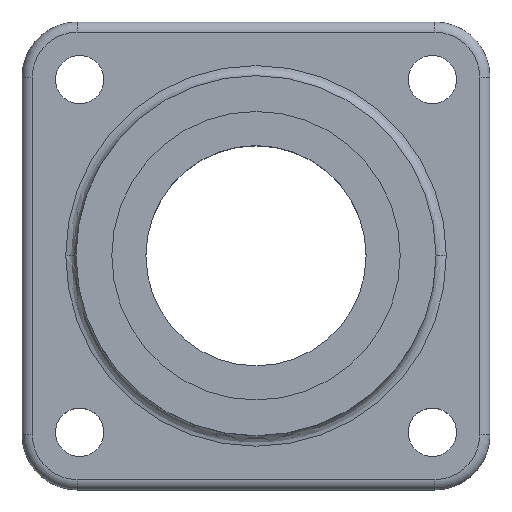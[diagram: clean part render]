
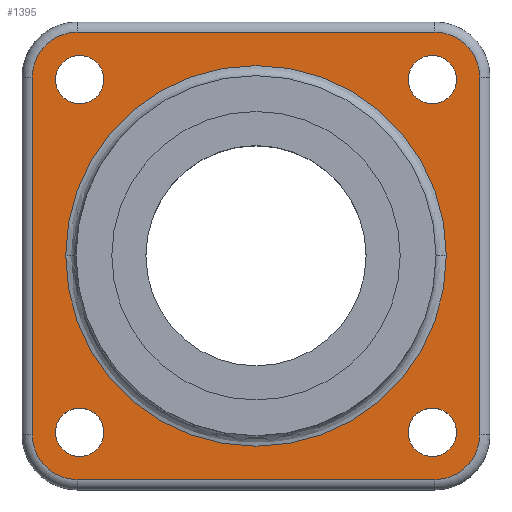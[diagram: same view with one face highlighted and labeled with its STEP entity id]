
A CAD part, top view. The second image highlights one B-rep face of the part: STEP entity #1395.
In plain terms, the highlighted planar face has unit normal (0, 0, 1).
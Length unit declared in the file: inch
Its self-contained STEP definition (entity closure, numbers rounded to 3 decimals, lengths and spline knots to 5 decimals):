
#146=CARTESIAN_POINT('',(6.92892,5.96868,0.0));
#147=VERTEX_POINT('',#146);
#156=CARTESIAN_POINT('',(6.48892,5.96868,0.0));
#157=VERTEX_POINT('',#156);
#158=CARTESIAN_POINT('',(6.70892,5.96868,0.0));
#159=DIRECTION('',(0.0,0.0,-1.0));
#160=DIRECTION('',(1.0,0.0,0.0));
#161=AXIS2_PLACEMENT_3D('',#158,#159,#160);
#162=CIRCLE('',#161,0.22);
#163=EDGE_CURVE('',#157,#147,#162,.T.);
#188=CARTESIAN_POINT('',(3.50572,6.18868,0.0));
#189=VERTEX_POINT('',#188);
#198=CARTESIAN_POINT('',(3.50572,5.74868,0.0));
#199=VERTEX_POINT('',#198);
#200=CARTESIAN_POINT('',(3.50572,5.96868,0.0));
#201=DIRECTION('',(0.0,0.0,-1.0));
#202=DIRECTION('',(0.0,1.0,0.0));
#203=AXIS2_PLACEMENT_3D('',#200,#201,#202);
#204=CIRCLE('',#203,0.22);
#205=EDGE_CURVE('',#199,#189,#204,.T.);
#230=CARTESIAN_POINT('',(3.28572,2.76548,0.0));
#231=VERTEX_POINT('',#230);
#240=CARTESIAN_POINT('',(3.72572,2.76548,0.0));
#241=VERTEX_POINT('',#240);
#242=CARTESIAN_POINT('',(3.50572,2.76548,0.0));
#243=DIRECTION('',(0.0,0.0,-1.0));
#244=DIRECTION('',(-1.0,0.0,0.0));
#245=AXIS2_PLACEMENT_3D('',#242,#243,#244);
#246=CIRCLE('',#245,0.22);
#247=EDGE_CURVE('',#241,#231,#246,.T.);
#272=CARTESIAN_POINT('',(6.70892,2.54548,0.0));
#273=VERTEX_POINT('',#272);
#282=CARTESIAN_POINT('',(6.70892,2.98548,0.0));
#283=VERTEX_POINT('',#282);
#284=CARTESIAN_POINT('',(6.70892,2.76548,0.0));
#285=DIRECTION('',(0.0,0.0,-1.0));
#286=DIRECTION('',(0.0,-1.0,0.0));
#287=AXIS2_PLACEMENT_3D('',#284,#285,#286);
#288=CIRCLE('',#287,0.22);
#289=EDGE_CURVE('',#283,#273,#288,.T.);
#852=CARTESIAN_POINT('',(3.37857,4.36708,0.0));
#853=VERTEX_POINT('',#852);
#870=CARTESIAN_POINT('',(6.83607,4.36708,0.0));
#871=VERTEX_POINT('',#870);
#879=CARTESIAN_POINT('',(5.10732,4.36708,0.0));
#880=DIRECTION('',(0.0,0.0,1.0));
#881=DIRECTION('',(-1.0,0.0,0.0));
#882=AXIS2_PLACEMENT_3D('',#879,#880,#881);
#883=CIRCLE('',#882,1.72875);
#884=EDGE_CURVE('',#871,#853,#883,.T.);
#966=CARTESIAN_POINT('',(3.48232,2.33583,0.0));
#967=VERTEX_POINT('',#966);
#985=CARTESIAN_POINT('',(6.73232,2.33583,0.0));
#986=VERTEX_POINT('',#985);
#994=CARTESIAN_POINT('',(6.73232,2.33583,0.0));
#995=DIRECTION('',(-1.0,0.0,0.0));
#996=VECTOR('',#995,3.25);
#997=LINE('',#994,#996);
#998=EDGE_CURVE('',#986,#967,#997,.T.);
#1008=CARTESIAN_POINT('',(3.07607,2.74208,0.0));
#1009=VERTEX_POINT('',#1008);
#1027=CARTESIAN_POINT('',(3.48232,2.74208,0.0));
#1028=DIRECTION('',(0.0,0.0,-1.));
#1029=DIRECTION('',(-0.707,-0.707,0.0));
#1030=AXIS2_PLACEMENT_3D('',#1027,#1028,#1029);
#1031=CIRCLE('',#1030,0.40625);
#1032=EDGE_CURVE('',#967,#1009,#1031,.T.);
#1044=CARTESIAN_POINT('',(7.13857,2.74208,0.0));
#1045=VERTEX_POINT('',#1044);
#1053=CARTESIAN_POINT('',(6.73232,2.74208,0.0));
#1054=DIRECTION('',(0.0,0.0,-1.));
#1055=DIRECTION('',(0.707,-0.707,0.0));
#1056=AXIS2_PLACEMENT_3D('',#1053,#1054,#1055);
#1057=CIRCLE('',#1056,0.40625);
#1058=EDGE_CURVE('',#1045,#986,#1057,.T.);
#1076=CARTESIAN_POINT('',(3.07607,5.99208,0.0));
#1077=VERTEX_POINT('',#1076);
#1094=CARTESIAN_POINT('',(3.07607,2.74208,0.0));
#1095=DIRECTION('',(0.0,1.0,0.0));
#1096=VECTOR('',#1095,3.25);
#1097=LINE('',#1094,#1096);
#1098=EDGE_CURVE('',#1009,#1077,#1097,.T.);
#1110=CARTESIAN_POINT('',(7.13857,5.99208,0.0));
#1111=VERTEX_POINT('',#1110);
#1119=CARTESIAN_POINT('',(7.13857,5.99208,0.0));
#1120=DIRECTION('',(0.0,-1.0,0.0));
#1121=VECTOR('',#1120,3.25);
#1122=LINE('',#1119,#1121);
#1123=EDGE_CURVE('',#1111,#1045,#1122,.T.);
#1140=CARTESIAN_POINT('',(3.48232,6.39833,0.0));
#1141=VERTEX_POINT('',#1140);
#1159=CARTESIAN_POINT('',(3.48232,5.99208,0.0));
#1160=DIRECTION('',(0.0,0.0,-1.0));
#1161=DIRECTION('',(-0.707,0.707,0.0));
#1162=AXIS2_PLACEMENT_3D('',#1159,#1160,#1161);
#1163=CIRCLE('',#1162,0.40625);
#1164=EDGE_CURVE('',#1077,#1141,#1163,.T.);
#1176=CARTESIAN_POINT('',(6.73232,6.39833,0.0));
#1177=VERTEX_POINT('',#1176);
#1185=CARTESIAN_POINT('',(6.73232,5.99208,0.0));
#1186=DIRECTION('',(0.0,0.0,-1.));
#1187=DIRECTION('',(0.707,0.707,0.0));
#1188=AXIS2_PLACEMENT_3D('',#1185,#1186,#1187);
#1189=CIRCLE('',#1188,0.40625);
#1190=EDGE_CURVE('',#1177,#1111,#1189,.T.);
#1209=CARTESIAN_POINT('',(3.48232,6.39833,0.0));
#1210=DIRECTION('',(1.0,0.0,0.0));
#1211=VECTOR('',#1210,3.25);
#1212=LINE('',#1209,#1211);
#1213=EDGE_CURVE('',#1141,#1177,#1212,.T.);
#1330=CARTESIAN_POINT('',(5.10732,4.36708,0.0));
#1331=DIRECTION('',(0.0,0.0,1.0));
#1332=DIRECTION('',(1.0,0.0,0.0));
#1333=AXIS2_PLACEMENT_3D('',#1330,#1331,#1332);
#1334=PLANE('',#1333);
#1335=ORIENTED_EDGE('',*,*,#998,.F.);
#1336=ORIENTED_EDGE('',*,*,#1058,.F.);
#1337=ORIENTED_EDGE('',*,*,#1123,.F.);
#1338=ORIENTED_EDGE('',*,*,#1190,.F.);
#1339=ORIENTED_EDGE('',*,*,#1213,.F.);
#1340=ORIENTED_EDGE('',*,*,#1164,.F.);
#1341=ORIENTED_EDGE('',*,*,#1098,.F.);
#1342=ORIENTED_EDGE('',*,*,#1032,.F.);
#1343=EDGE_LOOP('',(#1335,#1336,#1337,#1338,#1339,#1340,#1341,#1342));
#1344=FACE_OUTER_BOUND('',#1343,.T.);
#1345=ORIENTED_EDGE('',*,*,#884,.F.);
#1346=CARTESIAN_POINT('',(5.10732,4.36708,0.0));
#1347=DIRECTION('',(0.0,0.0,1.0));
#1348=DIRECTION('',(-1.0,0.0,0.0));
#1349=AXIS2_PLACEMENT_3D('',#1346,#1347,#1348);
#1350=CIRCLE('',#1349,1.72875);
#1351=EDGE_CURVE('',#853,#871,#1350,.T.);
#1352=ORIENTED_EDGE('',*,*,#1351,.F.);
#1353=EDGE_LOOP('',(#1345,#1352));
#1354=FACE_BOUND('',#1353,.T.);
#1355=CARTESIAN_POINT('',(6.70892,2.76548,0.0));
#1356=DIRECTION('',(0.0,0.0,-1.0));
#1357=DIRECTION('',(0.0,-1.0,0.0));
#1358=AXIS2_PLACEMENT_3D('',#1355,#1356,#1357);
#1359=CIRCLE('',#1358,0.22);
#1360=EDGE_CURVE('',#273,#283,#1359,.T.);
#1361=ORIENTED_EDGE('',*,*,#1360,.T.);
#1362=ORIENTED_EDGE('',*,*,#289,.T.);
#1363=EDGE_LOOP('',(#1361,#1362));
#1364=FACE_BOUND('',#1363,.T.);
#1365=CARTESIAN_POINT('',(3.50572,2.76548,0.0));
#1366=DIRECTION('',(0.0,0.0,-1.0));
#1367=DIRECTION('',(-1.0,0.0,0.0));
#1368=AXIS2_PLACEMENT_3D('',#1365,#1366,#1367);
#1369=CIRCLE('',#1368,0.22);
#1370=EDGE_CURVE('',#231,#241,#1369,.T.);
#1371=ORIENTED_EDGE('',*,*,#1370,.T.);
#1372=ORIENTED_EDGE('',*,*,#247,.T.);
#1373=EDGE_LOOP('',(#1371,#1372));
#1374=FACE_BOUND('',#1373,.T.);
#1375=CARTESIAN_POINT('',(3.50572,5.96868,0.0));
#1376=DIRECTION('',(0.0,0.0,-1.0));
#1377=DIRECTION('',(0.0,1.0,0.0));
#1378=AXIS2_PLACEMENT_3D('',#1375,#1376,#1377);
#1379=CIRCLE('',#1378,0.22);
#1380=EDGE_CURVE('',#189,#199,#1379,.T.);
#1381=ORIENTED_EDGE('',*,*,#1380,.T.);
#1382=ORIENTED_EDGE('',*,*,#205,.T.);
#1383=EDGE_LOOP('',(#1381,#1382));
#1384=FACE_BOUND('',#1383,.T.);
#1385=CARTESIAN_POINT('',(6.70892,5.96868,0.0));
#1386=DIRECTION('',(0.0,0.0,-1.0));
#1387=DIRECTION('',(1.0,0.0,0.0));
#1388=AXIS2_PLACEMENT_3D('',#1385,#1386,#1387);
#1389=CIRCLE('',#1388,0.22);
#1390=EDGE_CURVE('',#147,#157,#1389,.T.);
#1391=ORIENTED_EDGE('',*,*,#1390,.T.);
#1392=ORIENTED_EDGE('',*,*,#163,.T.);
#1393=EDGE_LOOP('',(#1391,#1392));
#1394=FACE_BOUND('',#1393,.T.);
#1395=ADVANCED_FACE('',(#1344,#1354,#1364,#1374,#1384,#1394),#1334,.T.);
